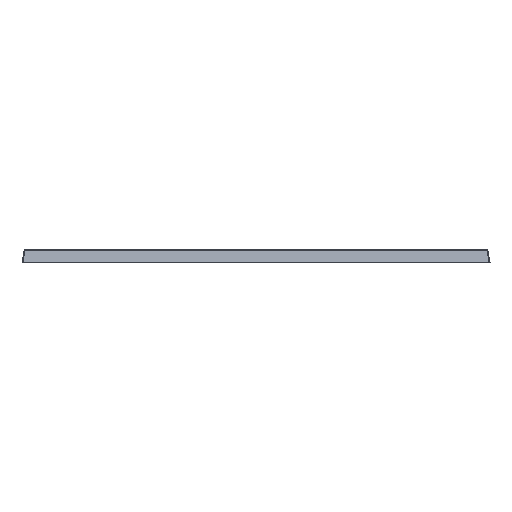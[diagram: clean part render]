
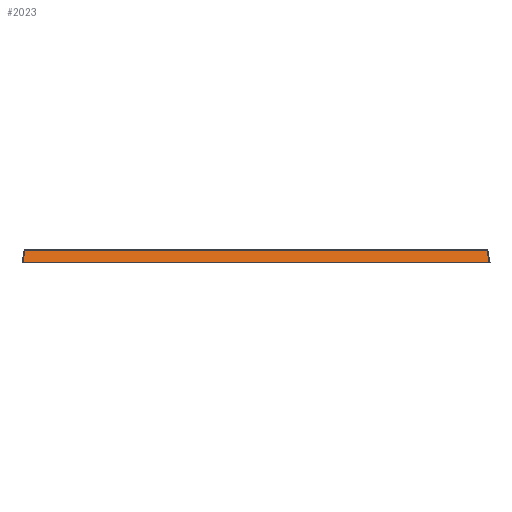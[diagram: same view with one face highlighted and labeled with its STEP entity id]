
A CAD part, front view. The second image highlights one B-rep face of the part: STEP entity #2023.
In plain terms, the highlighted planar face has unit normal (0, -0.985, 0.174).
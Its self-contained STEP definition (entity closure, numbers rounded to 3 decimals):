
#2023 = ADVANCED_FACE ( 'NONE', ( #27032 ), #20768, .T. ) ;
#2241 = DIRECTION ( 'NONE',  ( 1., 0., 0. ) ) ;
#2872 = CARTESIAN_POINT ( 'NONE',  ( 798.121, 21.879, 0. ) ) ;
#2968 = CARTESIAN_POINT ( 'NONE',  ( 49.87, 49.87, 158.74 ) ) ;
#3217 = ORIENTED_EDGE ( 'NONE', *, *, #22243, .F. ) ;
#4683 = EDGE_LOOP ( 'NONE', ( #3217, #14228, #13327, #14952 ) ) ;
#6678 = CARTESIAN_POINT ( 'NONE',  ( 18., 18., -22.001 ) ) ;
#8553 = VERTEX_POINT ( 'NONE', #24286 ) ;
#8670 = CARTESIAN_POINT ( 'NONE',  ( 21.879, 21.879, 0. ) ) ;
#11120 = VECTOR ( 'NONE', #27483, 1000. ) ;
#12037 = VECTOR ( 'NONE', #2241, 1000. ) ;
#12865 = EDGE_CURVE ( 'NONE', #8553, #26724, #16746, .T. ) ;
#13327 = ORIENTED_EDGE ( 'NONE', *, *, #29398, .T. ) ;
#14228 = ORIENTED_EDGE ( 'NONE', *, *, #24798, .F. ) ;
#14952 = ORIENTED_EDGE ( 'NONE', *, *, #12865, .T. ) ;
#15518 = CARTESIAN_POINT ( 'NONE',  ( 0., 18., -22.001 ) ) ;
#16142 = CARTESIAN_POINT ( 'NONE',  ( 775.399, 44.601, 128.859 ) ) ;
#16746 = LINE ( 'NONE', #16142, #27519 ) ;
#16896 = VERTEX_POINT ( 'NONE', #8670 ) ;
#17515 = DIRECTION ( 'NONE',  ( 0., -0.985, 0.174 ) ) ;
#18597 = DIRECTION ( 'NONE',  ( 0.171, 0.171, 0.97 ) ) ;
#20768 = PLANE ( 'NONE',  #25279 ) ;
#22243 = EDGE_CURVE ( 'NONE', #16896, #26724, #24166, .T. ) ;
#24166 = LINE ( 'NONE', #30052, #12037 ) ;
#24286 = CARTESIAN_POINT ( 'NONE',  ( 802., 18., -22.001 ) ) ;
#24798 = EDGE_CURVE ( 'NONE', #34703, #16896, #30773, .T. ) ;
#25279 = AXIS2_PLACEMENT_3D ( 'NONE', #33144, #17515, #39014 ) ;
#25853 = VECTOR ( 'NONE', #18597, 1000. ) ;
#26724 = VERTEX_POINT ( 'NONE', #2872 ) ;
#27032 = FACE_OUTER_BOUND ( 'NONE', #4683, .T. ) ;
#27483 = DIRECTION ( 'NONE',  ( 1., 0., 0. ) ) ;
#27519 = VECTOR ( 'NONE', #37843, 1000. ) ;
#29398 = EDGE_CURVE ( 'NONE', #34703, #8553, #31337, .T. ) ;
#30052 = CARTESIAN_POINT ( 'NONE',  ( 21.879, 21.879, 0. ) ) ;
#30773 = LINE ( 'NONE', #2968, #25853 ) ;
#31337 = LINE ( 'NONE', #15518, #11120 ) ;
#33144 = CARTESIAN_POINT ( 'NONE',  ( 21.879, 21.879, 0. ) ) ;
#34703 = VERTEX_POINT ( 'NONE', #6678 ) ;
#37843 = DIRECTION ( 'NONE',  ( -0.171, 0.171, 0.97 ) ) ;
#39014 = DIRECTION ( 'NONE',  ( 0., -0.174, -0.985 ) ) ;
